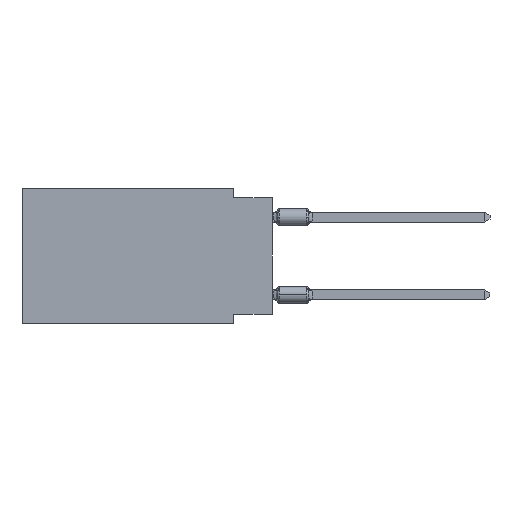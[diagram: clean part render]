
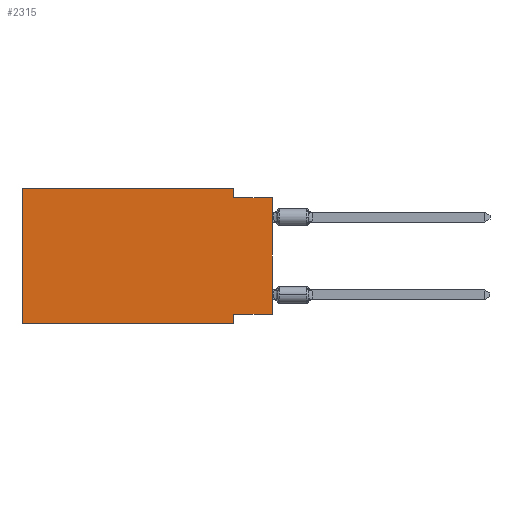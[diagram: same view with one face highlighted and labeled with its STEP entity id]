
A CAD part, left-side view. The second image highlights one B-rep face of the part: STEP entity #2315.
In plain terms, the highlighted planar face has unit normal (-1, 0, 0).
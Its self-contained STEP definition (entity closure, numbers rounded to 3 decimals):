
#242 = EDGE_CURVE ( 'NONE', #7861, #12288, #8503, .T. ) ;
#334 = CARTESIAN_POINT ( 'NONE',  ( 0., 2.54, -0.635 ) ) ;
#459 = VERTEX_POINT ( 'NONE', #9030 ) ;
#620 = VECTOR ( 'NONE', #3186, 1000. ) ;
#916 = LINE ( 'NONE', #13394, #11459 ) ;
#955 = VECTOR ( 'NONE', #1261, 1000. ) ;
#1261 = DIRECTION ( 'NONE',  ( 0., 0., 1. ) ) ;
#1304 = EDGE_CURVE ( 'NONE', #7282, #7903, #3611, .T. ) ;
#1838 = CARTESIAN_POINT ( 'NONE',  ( 0., 16.383, 0. ) ) ;
#1976 = DIRECTION ( 'NONE',  ( 0., -1., 0. ) ) ;
#2255 = DIRECTION ( 'NONE',  ( 0., -1., 0. ) ) ;
#2315 = ADVANCED_FACE ( 'NONE', ( #6665 ), #4408, .F. ) ;
#2454 = CARTESIAN_POINT ( 'NONE',  ( 0., 16.383, -8.89 ) ) ;
#3162 = VECTOR ( 'NONE', #3378, 1000. ) ;
#3186 = DIRECTION ( 'NONE',  ( 0., 1., 0. ) ) ;
#3378 = DIRECTION ( 'NONE',  ( 0., 0., -1. ) ) ;
#3611 = LINE ( 'NONE', #11936, #3162 ) ;
#3726 = CARTESIAN_POINT ( 'NONE',  ( 0., 2.54, 0. ) ) ;
#4111 = VECTOR ( 'NONE', #11570, 1000. ) ;
#4408 = PLANE ( 'NONE',  #6218 ) ;
#4998 = VERTEX_POINT ( 'NONE', #5725 ) ;
#5259 = DIRECTION ( 'NONE',  ( 0., 0., -1. ) ) ;
#5577 = ORIENTED_EDGE ( 'NONE', *, *, #242, .F. ) ;
#5597 = EDGE_CURVE ( 'NONE', #12288, #7282, #6970, .T. ) ;
#5725 = CARTESIAN_POINT ( 'NONE',  ( 0., 0., -0.635 ) ) ;
#6020 = ORIENTED_EDGE ( 'NONE', *, *, #8391, .F. ) ;
#6218 = AXIS2_PLACEMENT_3D ( 'NONE', #7695, #8579, #9597 ) ;
#6439 = ORIENTED_EDGE ( 'NONE', *, *, #13398, .F. ) ;
#6449 = ORIENTED_EDGE ( 'NONE', *, *, #12521, .T. ) ;
#6621 = ORIENTED_EDGE ( 'NONE', *, *, #1304, .F. ) ;
#6665 = FACE_OUTER_BOUND ( 'NONE', #13468, .T. ) ;
#6889 = VERTEX_POINT ( 'NONE', #9889 ) ;
#6970 = LINE ( 'NONE', #1838, #12649 ) ;
#7008 = CARTESIAN_POINT ( 'NONE',  ( 0., 2.54, -8.255 ) ) ;
#7227 = LINE ( 'NONE', #8378, #4111 ) ;
#7282 = VERTEX_POINT ( 'NONE', #3726 ) ;
#7695 = CARTESIAN_POINT ( 'NONE',  ( 0., 16.383, 0. ) ) ;
#7861 = VERTEX_POINT ( 'NONE', #2454 ) ;
#7903 = VERTEX_POINT ( 'NONE', #334 ) ;
#8378 = CARTESIAN_POINT ( 'NONE',  ( 0., 0., 0. ) ) ;
#8391 = EDGE_CURVE ( 'NONE', #6889, #11511, #12528, .T. ) ;
#8472 = CARTESIAN_POINT ( 'NONE',  ( 0., 0., -0.635 ) ) ;
#8503 = LINE ( 'NONE', #9387, #955 ) ;
#8579 = DIRECTION ( 'NONE',  ( 1., 0., 0. ) ) ;
#9030 = CARTESIAN_POINT ( 'NONE',  ( 0., 2.54, -8.89 ) ) ;
#9269 = ORIENTED_EDGE ( 'NONE', *, *, #11643, .T. ) ;
#9387 = CARTESIAN_POINT ( 'NONE',  ( 0., 16.383, 0. ) ) ;
#9487 = CARTESIAN_POINT ( 'NONE',  ( 0., 2.54, -8.89 ) ) ;
#9553 = LINE ( 'NONE', #8472, #12185 ) ;
#9597 = DIRECTION ( 'NONE',  ( 0., 0., -1. ) ) ;
#9889 = CARTESIAN_POINT ( 'NONE',  ( 0., 0., -8.255 ) ) ;
#10001 = VECTOR ( 'NONE', #5259, 1000. ) ;
#11459 = VECTOR ( 'NONE', #11482, 1000. ) ;
#11482 = DIRECTION ( 'NONE',  ( 0., -1., 0. ) ) ;
#11511 = VERTEX_POINT ( 'NONE', #7008 ) ;
#11570 = DIRECTION ( 'NONE',  ( 0., 0., 1. ) ) ;
#11576 = CARTESIAN_POINT ( 'NONE',  ( 0., 0., -8.255 ) ) ;
#11596 = LINE ( 'NONE', #9487, #10001 ) ;
#11643 = EDGE_CURVE ( 'NONE', #7861, #459, #916, .T. ) ;
#11936 = CARTESIAN_POINT ( 'NONE',  ( 0., 2.54, 0. ) ) ;
#12185 = VECTOR ( 'NONE', #2255, 1000. ) ;
#12288 = VERTEX_POINT ( 'NONE', #13282 ) ;
#12521 = EDGE_CURVE ( 'NONE', #6889, #4998, #7227, .T. ) ;
#12528 = LINE ( 'NONE', #11576, #620 ) ;
#12649 = VECTOR ( 'NONE', #1976, 1000. ) ;
#12899 = ORIENTED_EDGE ( 'NONE', *, *, #5597, .F. ) ;
#13101 = EDGE_CURVE ( 'NONE', #11511, #459, #11596, .T. ) ;
#13282 = CARTESIAN_POINT ( 'NONE',  ( 0., 16.383, 0. ) ) ;
#13321 = ORIENTED_EDGE ( 'NONE', *, *, #13101, .F. ) ;
#13394 = CARTESIAN_POINT ( 'NONE',  ( 0., 16.383, -8.89 ) ) ;
#13398 = EDGE_CURVE ( 'NONE', #7903, #4998, #9553, .T. ) ;
#13468 = EDGE_LOOP ( 'NONE', ( #6449, #6439, #6621, #12899, #5577, #9269, #13321, #6020 ) ) ;
